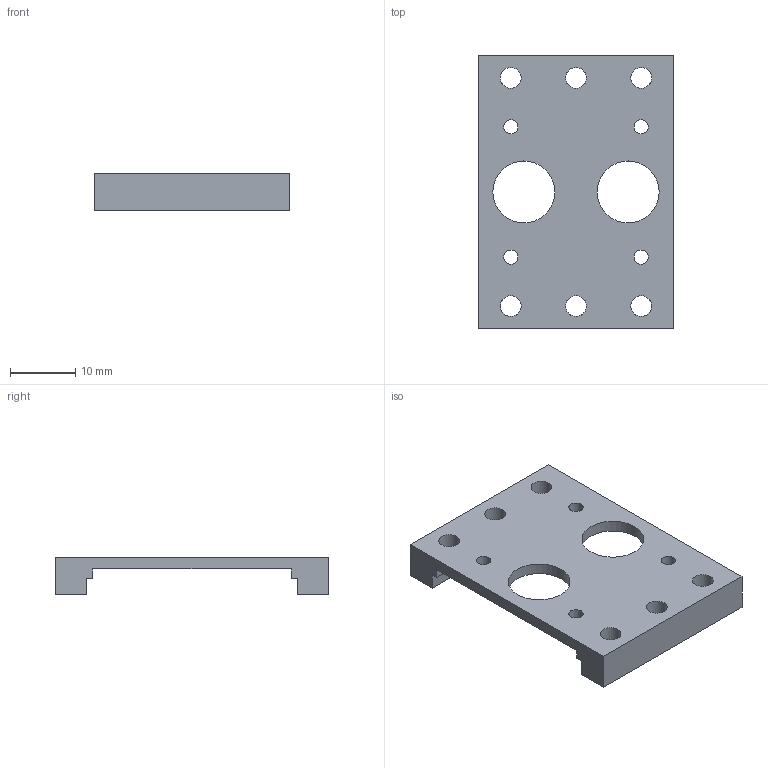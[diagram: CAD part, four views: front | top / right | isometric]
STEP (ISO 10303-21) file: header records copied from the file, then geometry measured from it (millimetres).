
FILE_DESCRIPTION(('FreeCAD Model'),'2;1');
FILE_NAME('Open CASCADE Shape Model','2024-03-10T16:55:07',(''),(''), 'Open CASCADE STEP processor 7.6','FreeCAD','Unknown');
FILE_SCHEMA(('AUTOMOTIVE_DESIGN { 1 0 10303 214 1 1 1 1 }'));
Length unit declared in the file: millimetre
Products named in the file (3): carriage_top; LCS_0; carriage_top001
Assembly tree (2 placements, depth 2):
  carriage_top
    LCS_0
    carriage_top001
Bounding box: 30 x 42 x 5.8 mm (x, y, z)
Volume: 2953.3 mm3; surface area: 3380.7 mm2
Topology: 1 solids, 1 shells, 32 faces, 108 edges, 72 vertices
Faces by surface type: plane 20, cylinder 12
Full cylindrical faces by diameter (mm): 2.2 x4, 3.2 x6, 9.5 x2
Entity records: 1294 total; most frequent: ORIENTED_EDGE 216, CARTESIAN_POINT 215, DIRECTION 214, EDGE_CURVE 108, VERTEX_POINT 72, LINE 72, VECTOR 72, AXIS2_PLACEMENT_3D 71
